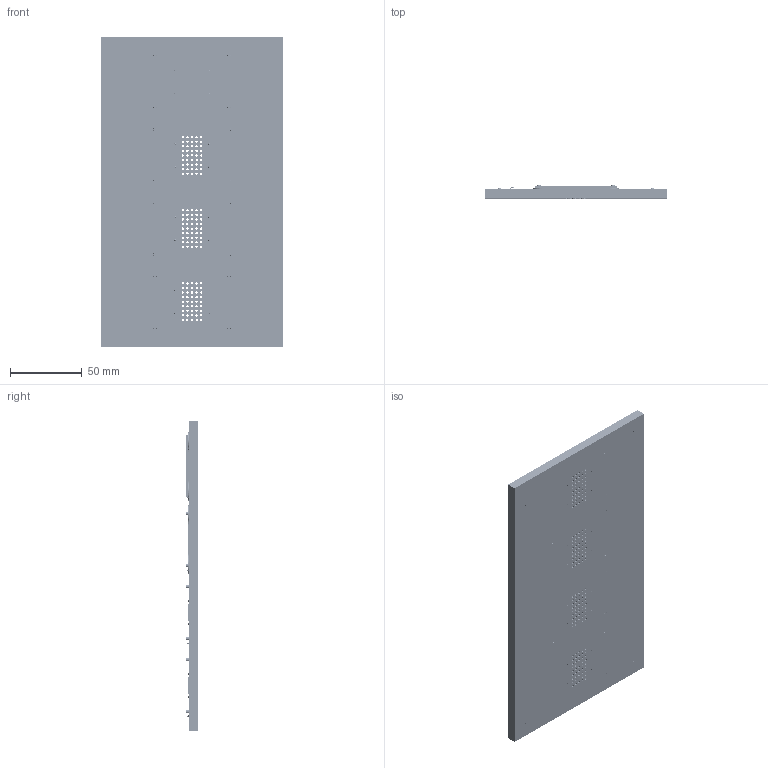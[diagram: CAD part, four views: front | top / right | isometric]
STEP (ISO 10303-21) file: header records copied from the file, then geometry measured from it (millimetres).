
FILE_DESCRIPTION(/* description */ (''),/* implementation_level */ '2;1');
FILE_NAME(/* name */ 'Plate Assembly.stp',/* time_stamp */ '2021-10-14T10:59:56-05:00',/* author */ ('Caleb'),/* organization */ (''),/* preprocessor_version */ 'ST-DEVELOPER v18.1',/* originating_system */ 'Autodesk Inventor 2022',/* authorisation */ '');
FILE_SCHEMA (('AUTOMOTIVE_DESIGN { 1 0 10303 214 3 1 1 }'));
Products named in the file (15): Plate Assembly; Tamale Assembly Plate; 91585A353_18-8 STAINLESS STEEL DOWEL PIN; 90910A443_BUTTON HEAD TORX SCREWS; spacer; etl_module_pcb_mockup_v1; WP7B-S050VA1-R8000; COMPOUND; COMPOUND_1; etl_assembly_plate_pcb_v1; Keystone-5084-Test-Point; SOLID; WP7B-P050VA1-R8000; COMPOUND_2; COMPOUND_1_1
Assembly tree (60 placements, depth 4):
  Plate Assembly
    Tamale Assembly Plate
    91585A353_18-8 STAINLESS STEEL DOWEL PIN  x16
    spacer  x2
    90910A443_BUTTON HEAD TORX SCREWS  x20
    etl_module_pcb_mockup_v1
      WP7B-S050VA1-R8000  x2
        COMPOUND
      COMPOUND_1
    etl_assembly_plate_pcb_v1
      Keystone-5084-Test-Point  x4
        SOLID
      WP7B-P050VA1-R8000  x8
        COMPOUND_2
      COMPOUND_1_1
Bounding box: 127 x 9 x 215.9 mm (x, y, z)
Volume: 178633.5 mm3; surface area: 131527.3 mm2
Topology: 595 solids, 595 shells, 5577 faces, 12670 edges, 8344 vertices
Faces by surface type: plane 3519, cylinder 1730, cone 172, torus 96, bspline 40, sphere 20
Full cylindrical faces by diameter (mm): 0.85 x360, 1.021 x20, 1.194 x320, 1.587 x90, 1.6 x380, 2.261 x20, 2.5 x44, 2.54 x8, 2.7 x16
Entity records: 45031 total; most frequent: CARTESIAN_POINT 9695, DIRECTION 7147, ORIENTED_EDGE 6534, EDGE_CURVE 3267, AXIS2_PLACEMENT_3D 2557, EDGE_LOOP 2331, VERTEX_POINT 2160, LINE 2033
